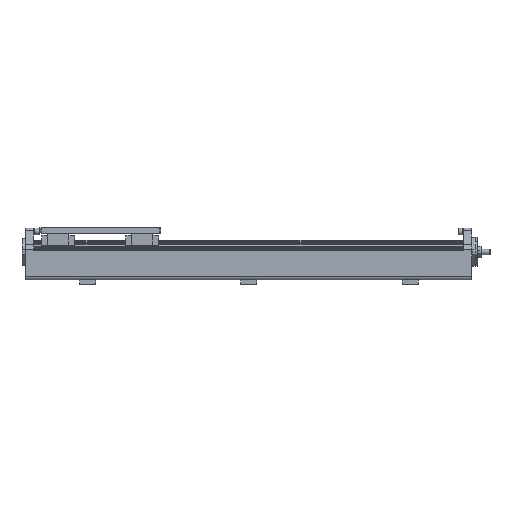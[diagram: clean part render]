
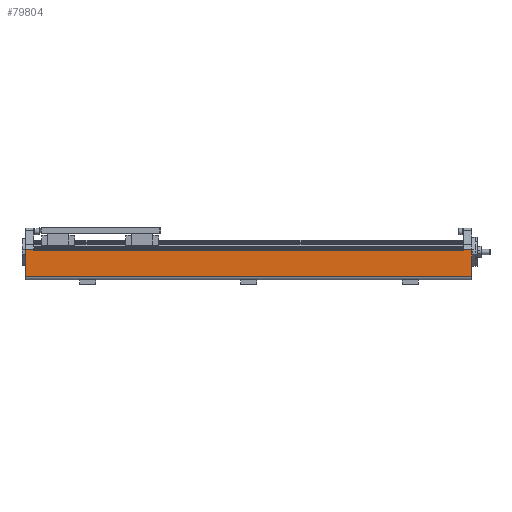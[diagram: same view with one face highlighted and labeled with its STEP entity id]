
A CAD part, left-side view. The second image highlights one B-rep face of the part: STEP entity #79804.
In plain terms, the highlighted planar face has unit normal (-1, 0, 0).
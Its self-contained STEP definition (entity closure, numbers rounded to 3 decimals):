
#4007=CARTESIAN_POINT('',(31.994,185.,90.532));
#4008=VERTEX_POINT('',#4007);
#4015=CARTESIAN_POINT('',(31.994,185.,40.532));
#4016=VERTEX_POINT('',#4015);
#4017=CARTESIAN_POINT('',(31.994,185.,40.532));
#4018=DIRECTION('',(0.0,0.0,1.0));
#4019=VECTOR('',#4018,50.);
#4020=LINE('',#4017,#4019);
#4021=EDGE_CURVE('',#4016,#4008,#4020,.T.);
#5663=CARTESIAN_POINT('',(31.994,1015.,90.532));
#5664=VERTEX_POINT('',#5663);
#5780=CARTESIAN_POINT('',(31.994,1015.,40.532));
#5781=VERTEX_POINT('',#5780);
#5789=CARTESIAN_POINT('',(31.994,1015.,90.532));
#5790=DIRECTION('',(0.0,0.0,-1.0));
#5791=VECTOR('',#5790,50.);
#5792=LINE('',#5789,#5791);
#5793=EDGE_CURVE('',#5664,#5781,#5792,.T.);
#6358=CARTESIAN_POINT('',(31.994,200.,89.732));
#6359=VERTEX_POINT('',#6358);
#6369=CARTESIAN_POINT('',(31.994,200.,90.532));
#6370=VERTEX_POINT('',#6369);
#6371=CARTESIAN_POINT('',(31.994,200.,90.532));
#6372=DIRECTION('',(0.,0.,-1.0));
#6373=VECTOR('',#6372,0.8);
#6374=LINE('',#6371,#6373);
#6375=EDGE_CURVE('',#6370,#6359,#6374,.T.);
#73213=CARTESIAN_POINT('',(31.994,1000.,89.732));
#73214=VERTEX_POINT('',#73213);
#73222=CARTESIAN_POINT('',(31.994,1000.,90.532));
#73223=VERTEX_POINT('',#73222);
#73230=CARTESIAN_POINT('',(31.994,1000.,89.732));
#73231=DIRECTION('',(0.,0.0,1.0));
#73232=VECTOR('',#73231,0.8);
#73233=LINE('',#73230,#73232);
#73234=EDGE_CURVE('',#73214,#73223,#73233,.T.);
#78531=CARTESIAN_POINT('',(31.994,200.,90.532));
#78532=DIRECTION('',(0.0,-1.0,0.0));
#78533=VECTOR('',#78532,15.0);
#78534=LINE('',#78531,#78533);
#78535=EDGE_CURVE('',#6370,#4008,#78534,.T.);
#78556=CARTESIAN_POINT('',(31.994,1015.,90.532));
#78557=DIRECTION('',(0.0,-1.0,0.0));
#78558=VECTOR('',#78557,15.0);
#78559=LINE('',#78556,#78558);
#78560=EDGE_CURVE('',#5664,#73223,#78559,.T.);
#78590=CARTESIAN_POINT('',(31.994,1000.,89.732));
#78591=DIRECTION('',(0.0,-1.0,0.0));
#78592=VECTOR('',#78591,800.0);
#78593=LINE('',#78590,#78592);
#78594=EDGE_CURVE('',#73214,#6359,#78593,.T.);
#79784=CARTESIAN_POINT('',(31.994,1002.5,34.532));
#79785=DIRECTION('',(-1.0,0.0,0.0));
#79786=DIRECTION('',(0.0,-1.0,0.0));
#79787=AXIS2_PLACEMENT_3D('',#79784,#79785,#79786);
#79788=PLANE('',#79787);
#79789=CARTESIAN_POINT('',(31.994,185.,40.532));
#79790=DIRECTION('',(0.0,1.0,0.0));
#79791=VECTOR('',#79790,830.);
#79792=LINE('',#79789,#79791);
#79793=EDGE_CURVE('',#4016,#5781,#79792,.T.);
#79794=ORIENTED_EDGE('',*,*,#79793,.F.);
#79795=ORIENTED_EDGE('',*,*,#4021,.T.);
#79796=ORIENTED_EDGE('',*,*,#78535,.F.);
#79797=ORIENTED_EDGE('',*,*,#6375,.T.);
#79798=ORIENTED_EDGE('',*,*,#78594,.F.);
#79799=ORIENTED_EDGE('',*,*,#73234,.T.);
#79800=ORIENTED_EDGE('',*,*,#78560,.F.);
#79801=ORIENTED_EDGE('',*,*,#5793,.T.);
#79802=EDGE_LOOP('',(#79794,#79795,#79796,#79797,#79798,#79799,#79800,#79801));
#79803=FACE_OUTER_BOUND('',#79802,.T.);
#79804=ADVANCED_FACE('',(#79803),#79788,.T.);
